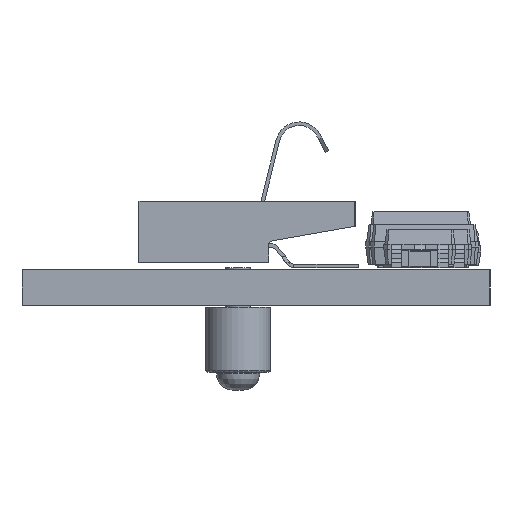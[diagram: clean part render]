
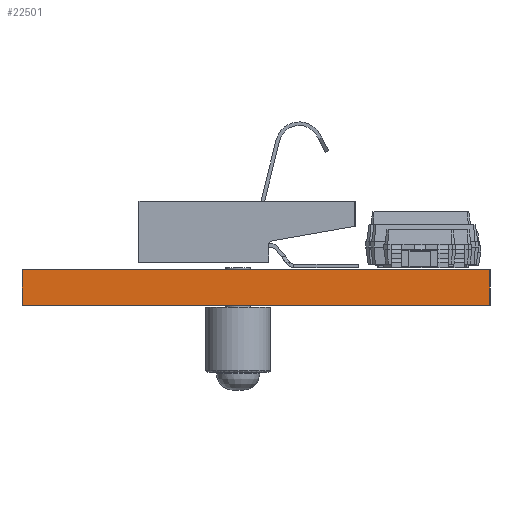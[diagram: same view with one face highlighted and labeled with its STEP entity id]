
A CAD part, left-side view. The second image highlights one B-rep face of the part: STEP entity #22501.
In plain terms, the highlighted planar face has unit normal (-1, 0, 0).
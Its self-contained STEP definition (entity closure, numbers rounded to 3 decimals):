
#20741 = EDGE_CURVE('',#20742,#20744,#20746,.T.);
#20742 = VERTEX_POINT('',#20743);
#20743 = CARTESIAN_POINT('',(57.,-100.,0.));
#20744 = VERTEX_POINT('',#20745);
#20745 = CARTESIAN_POINT('',(57.,-100.,1.));
#20746 = LINE('',#20747,#20748);
#20747 = CARTESIAN_POINT('',(57.,-100.,0.));
#20748 = VECTOR('',#20749,1.);
#20749 = DIRECTION('',(0.,0.,1.));
#20805 = EDGE_CURVE('',#20806,#20742,#20808,.T.);
#20806 = VERTEX_POINT('',#20807);
#20807 = CARTESIAN_POINT('',(57.,-113.,0.));
#20808 = LINE('',#20809,#20810);
#20809 = CARTESIAN_POINT('',(57.,-113.,0.));
#20810 = VECTOR('',#20811,1.);
#20811 = DIRECTION('',(0.,1.,0.));
#21656 = EDGE_CURVE('',#21657,#20744,#21659,.T.);
#21657 = VERTEX_POINT('',#21658);
#21658 = CARTESIAN_POINT('',(57.,-113.,1.));
#21659 = LINE('',#21660,#21661);
#21660 = CARTESIAN_POINT('',(57.,-113.,1.));
#21661 = VECTOR('',#21662,1.);
#21662 = DIRECTION('',(0.,1.,0.));
#22501 = ADVANCED_FACE('',(#22502),#22513,.T.);
#22502 = FACE_BOUND('',#22503,.T.);
#22503 = EDGE_LOOP('',(#22504,#22510,#22511,#22512));
#22504 = ORIENTED_EDGE('',*,*,#22505,.T.);
#22505 = EDGE_CURVE('',#20806,#21657,#22506,.T.);
#22506 = LINE('',#22507,#22508);
#22507 = CARTESIAN_POINT('',(57.,-113.,0.));
#22508 = VECTOR('',#22509,1.);
#22509 = DIRECTION('',(0.,0.,1.));
#22510 = ORIENTED_EDGE('',*,*,#21656,.T.);
#22511 = ORIENTED_EDGE('',*,*,#20741,.F.);
#22512 = ORIENTED_EDGE('',*,*,#20805,.F.);
#22513 = PLANE('',#22514);
#22514 = AXIS2_PLACEMENT_3D('',#22515,#22516,#22517);
#22515 = CARTESIAN_POINT('',(57.,-113.,0.));
#22516 = DIRECTION('',(-1.,0.,0.));
#22517 = DIRECTION('',(0.,1.,0.));
